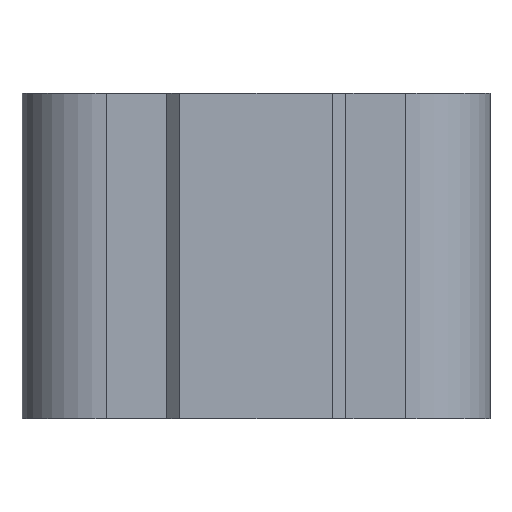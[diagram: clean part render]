
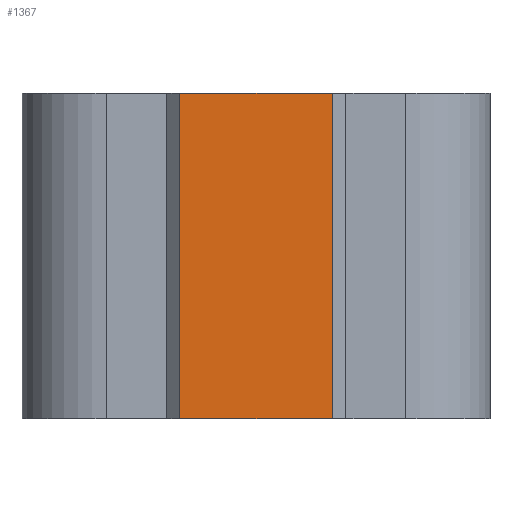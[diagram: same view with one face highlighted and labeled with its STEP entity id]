
A CAD part, front view. The second image highlights one B-rep face of the part: STEP entity #1367.
In plain terms, the highlighted planar face has unit normal (0, -1, 0).
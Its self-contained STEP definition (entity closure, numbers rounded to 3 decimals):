
#56=FACE_OUTER_BOUND('',#126,.T.);
#126=EDGE_LOOP('',(#900,#901,#902,#903));
#197=LINE('',#1889,#376);
#200=LINE('',#1895,#379);
#201=LINE('',#1897,#380);
#202=LINE('',#1898,#381);
#376=VECTOR('',#1539,10.);
#379=VECTOR('',#1544,10.);
#380=VECTOR('',#1545,10.);
#381=VECTOR('',#1546,10.);
#555=VERTEX_POINT('',#1886);
#556=VERTEX_POINT('',#1888);
#558=VERTEX_POINT('',#1894);
#559=VERTEX_POINT('',#1896);
#691=EDGE_CURVE('',#556,#555,#197,.T.);
#694=EDGE_CURVE('',#555,#558,#200,.T.);
#695=EDGE_CURVE('',#559,#558,#201,.T.);
#696=EDGE_CURVE('',#559,#556,#202,.T.);
#900=ORIENTED_EDGE('',*,*,#694,.T.);
#901=ORIENTED_EDGE('',*,*,#695,.F.);
#902=ORIENTED_EDGE('',*,*,#696,.T.);
#903=ORIENTED_EDGE('',*,*,#691,.T.);
#1309=PLANE('',#1451);
#1367=ADVANCED_FACE('',(#56),#1309,.T.);
#1451=AXIS2_PLACEMENT_3D('',#1893,#1542,#1543);
#1539=DIRECTION('',(0.,0.,1.));
#1542=DIRECTION('center_axis',(0.,-1.,
0.));
#1543=DIRECTION('ref_axis',(1.,0.,0.));
#1544=DIRECTION('',(-1.,0.,0.));
#1545=DIRECTION('',(0.,0.,1.));
#1546=DIRECTION('',(1.,0.,0.));
#1886=CARTESIAN_POINT('',(9.55,-2.35,10.));
#1888=CARTESIAN_POINT('',(9.55,-2.35,0.));
#1889=CARTESIAN_POINT('',(9.55,-2.35,0.));
#1893=CARTESIAN_POINT('Origin',(4.85,-2.35,0.));
#1894=CARTESIAN_POINT('',(4.85,-2.35,10.));
#1895=CARTESIAN_POINT('',(6.025,-2.35,10.));
#1896=CARTESIAN_POINT('',(4.85,-2.35,0.));
#1897=CARTESIAN_POINT('',(4.85,-2.35,0.));
#1898=CARTESIAN_POINT('',(4.85,-2.35,0.));
